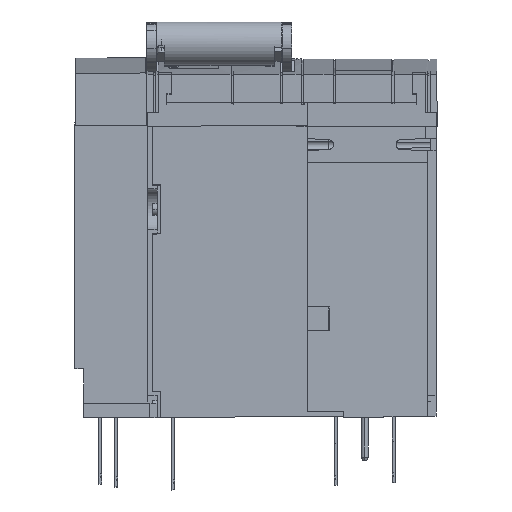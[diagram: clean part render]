
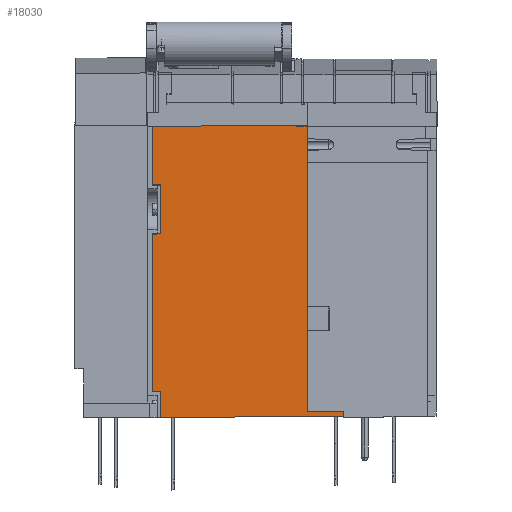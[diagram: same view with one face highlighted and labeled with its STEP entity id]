
A CAD part, left-side view. The second image highlights one B-rep face of the part: STEP entity #18030.
In plain terms, the highlighted planar face has unit normal (-1, 0, 0).
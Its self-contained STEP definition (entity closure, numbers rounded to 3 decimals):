
#6251=DIRECTION('',(0.,0.,1.));
#6252=VECTOR('',#6251,33.516);
#6253=CARTESIAN_POINT('',(-40.898,-122.203,
-13.938));
#6254=LINE('',#6253,#6252);
#6258=DIRECTION('',(0.,0.999,0.052));
#6259=VECTOR('',#6258,6.008);
#6260=CARTESIAN_POINT('',(-40.898,-122.203,
19.578));
#6261=LINE('',#6260,#6259);
#6265=DIRECTION('',(0.,0.,1.));
#6266=VECTOR('',#6265,39.909);
#6267=CARTESIAN_POINT('',(-40.898,-116.203,
19.893));
#6268=LINE('',#6267,#6266);
#6272=DIRECTION('',(0.,-1.,0.));
#6273=VECTOR('',#6272,4.2);
#6274=CARTESIAN_POINT('',(-40.898,-116.203,
59.802));
#6275=LINE('',#6274,#6273);
#6279=DIRECTION('',(0.,-1.,0.009));
#6280=VECTOR('',#6279,102.304);
#6281=CARTESIAN_POINT('',(-40.898,-120.403,
59.803));
#6282=LINE('',#6281,#6280);
#6286=DIRECTION('',(0.,0.,-1.));
#6287=VECTOR('',#6286,196.897);
#6288=CARTESIAN_POINT('',(-40.898,-222.703,
60.697));
#6289=LINE('',#6288,#6287);
#6293=DIRECTION('',(0.,-1.,0.));
#6294=VECTOR('',#6293,25.);
#6295=CARTESIAN_POINT('',(-40.897,-222.703,
-136.2));
#6296=LINE('',#6295,#6294);
#6300=DIRECTION('',(0.,0.,-1.));
#6301=VECTOR('',#6300,2.852);
#6302=CARTESIAN_POINT('',(-40.897,-247.703,-136.2));
#6303=LINE('',#6302,#6301);
#6307=DIRECTION('',(0.,1.,-0.009));
#6308=VECTOR('',#6307,125.505);
#6309=CARTESIAN_POINT('',(-40.897,-247.703,
-139.052));
#6310=LINE('',#6309,#6308);
#6314=DIRECTION('',(0.,0.,1.));
#6315=VECTOR('',#6314,17.977);
#6316=CARTESIAN_POINT('',(-40.897,-122.202,
-140.177));
#6317=LINE('',#6316,#6315);
#6321=DIRECTION('',(0.,0.999,0.052));
#6322=VECTOR('',#6321,6.008);
#6323=CARTESIAN_POINT('',(-40.897,-122.203,
-122.2));
#6324=LINE('',#6323,#6322);
#6328=DIRECTION('',(0.,0.,1.));
#6329=VECTOR('',#6328,107.633);
#6330=CARTESIAN_POINT('',(-40.897,-116.203,
-121.886));
#6331=LINE('',#6330,#6329);
#6335=DIRECTION('',(0.,-0.999,0.052));
#6336=VECTOR('',#6335,6.008);
#6337=CARTESIAN_POINT('',(-40.898,-116.203,
-14.252));
#6338=LINE('',#6337,#6336);
#13580=CARTESIAN_POINT('',(-40.898,-222.703,
60.697));
#13581=VERTEX_POINT('',#13580);
#13582=CARTESIAN_POINT('',(-40.898,-122.203,
-13.938));
#13583=CARTESIAN_POINT('',(-40.898,-122.203,
19.578));
#13584=VERTEX_POINT('',#13582);
#13585=VERTEX_POINT('',#13583);
#13586=CARTESIAN_POINT('',(-40.898,-116.203,
19.893));
#13587=VERTEX_POINT('',#13586);
#13588=CARTESIAN_POINT('',(-40.897,-222.703,
-136.2));
#13589=VERTEX_POINT('',#13588);
#13590=CARTESIAN_POINT('',(-40.897,-247.703,-136.2));
#13591=VERTEX_POINT('',#13590);
#13592=CARTESIAN_POINT('',(-40.897,-247.703,
-139.052));
#13593=VERTEX_POINT('',#13592);
#13594=CARTESIAN_POINT('',(-40.897,-122.202,
-140.177));
#13595=CARTESIAN_POINT('',(-40.897,-122.203,
-122.2));
#13596=VERTEX_POINT('',#13594);
#13597=VERTEX_POINT('',#13595);
#13598=CARTESIAN_POINT('',(-40.897,-116.203,
-121.886));
#13599=VERTEX_POINT('',#13598);
#13600=CARTESIAN_POINT('',(-40.898,-116.203,
-14.252));
#13601=VERTEX_POINT('',#13600);
#14876=CARTESIAN_POINT('',(-40.898,-120.403,
59.803));
#14877=VERTEX_POINT('',#14876);
#14882=CARTESIAN_POINT('',(-40.898,-116.203,
59.802));
#14883=VERTEX_POINT('',#14882);
#17998=CARTESIAN_POINT('',(-40.897,-247.803,
-140.5));
#17999=DIRECTION('',(-1.,0.,0.));
#18000=DIRECTION('',(0.,0.,1.));
#18001=AXIS2_PLACEMENT_3D('',#17998,#17999,#18000);
#18002=PLANE('',#18001);
#18004=ORIENTED_EDGE('',*,*,#18003,.T.);
#18006=ORIENTED_EDGE('',*,*,#18005,.T.);
#18008=ORIENTED_EDGE('',*,*,#18007,.T.);
#18010=ORIENTED_EDGE('',*,*,#18009,.T.);
#18011=ORIENTED_EDGE('',*,*,#17983,.T.);
#18013=ORIENTED_EDGE('',*,*,#18012,.T.);
#18015=ORIENTED_EDGE('',*,*,#18014,.T.);
#18017=ORIENTED_EDGE('',*,*,#18016,.T.);
#18019=ORIENTED_EDGE('',*,*,#18018,.T.);
#18021=ORIENTED_EDGE('',*,*,#18020,.T.);
#18023=ORIENTED_EDGE('',*,*,#18022,.T.);
#18025=ORIENTED_EDGE('',*,*,#18024,.T.);
#18027=ORIENTED_EDGE('',*,*,#18026,.T.);
#18028=EDGE_LOOP('',(#18004,#18006,#18008,#18010,#18011,#18013,#18015,#18017,
#18019,#18021,#18023,#18025,#18027));
#18029=FACE_OUTER_BOUND('',#18028,.F.);
#17983=EDGE_CURVE('',#14877,#13581,#6282,.T.);
#18003=EDGE_CURVE('',#13584,#13585,#6254,.T.);
#18005=EDGE_CURVE('',#13585,#13587,#6261,.T.);
#18007=EDGE_CURVE('',#13587,#14883,#6268,.T.);
#18009=EDGE_CURVE('',#14883,#14877,#6275,.T.);
#18012=EDGE_CURVE('',#13581,#13589,#6289,.T.);
#18014=EDGE_CURVE('',#13589,#13591,#6296,.T.);
#18016=EDGE_CURVE('',#13591,#13593,#6303,.T.);
#18018=EDGE_CURVE('',#13593,#13596,#6310,.T.);
#18020=EDGE_CURVE('',#13596,#13597,#6317,.T.);
#18022=EDGE_CURVE('',#13597,#13599,#6324,.T.);
#18024=EDGE_CURVE('',#13599,#13601,#6331,.T.);
#18026=EDGE_CURVE('',#13601,#13584,#6338,.T.);
#18030=ADVANCED_FACE('',(#18029),#18002,.T.);
